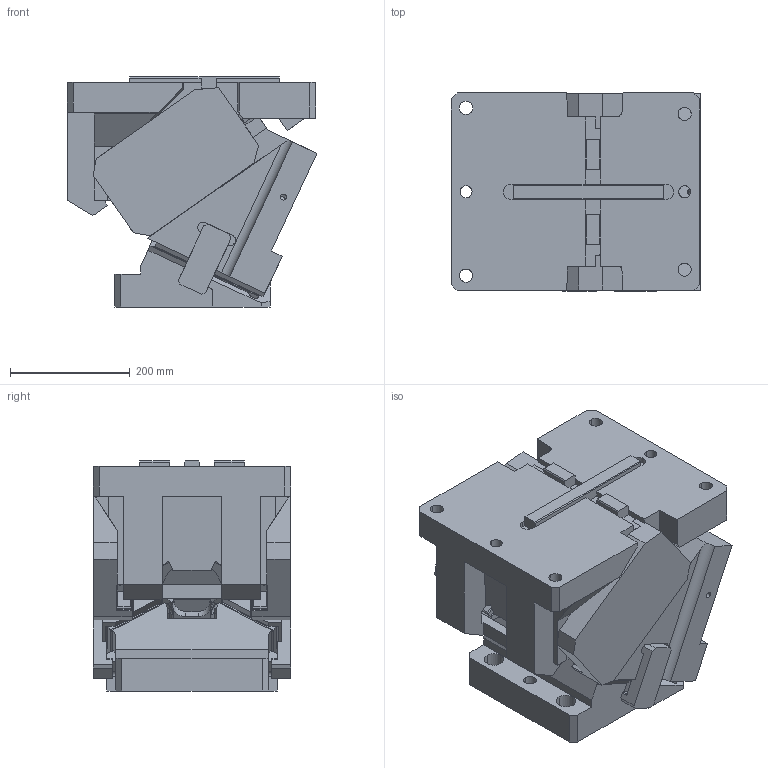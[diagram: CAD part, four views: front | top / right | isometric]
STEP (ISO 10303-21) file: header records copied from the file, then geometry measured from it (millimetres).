
FILE_DESCRIPTION(('CATIA V5 STEP Exchange'),'2;1');
FILE_NAME('CACV_F_330_25.stp','2015-04-27T06:58:49+00:00',('none'),('none'),'CATIA Version 5 Release 19 SP 2 (IN-10)','CATIA V5 STEP AP203','none');
FILE_SCHEMA(('CONFIG_CONTROL_DESIGN'));
Length unit declared in the file: millimetre
Products named in the file (1): CACV_F_330_25
Bounding box: 417.16 x 330 x 384 mm (x, y, z)
Volume: 32550339.8 mm3; surface area: 1504406.5 mm2
Topology: 3 solids, 3 shells, 588 faces, 1709 edges, 1119 vertices
Faces by surface type: plane 406, cylinder 166, cone 12, bspline 4
Entity records: 20256 total; most frequent: CARTESIAN_POINT 5406, ORIENTED_EDGE 3390, DIRECTION 2529, EDGE_CURVE 1695, VECTOR 1295, LINE 1295, VERTEX_POINT 1115, AXIS2_PLACEMENT_3D 724
